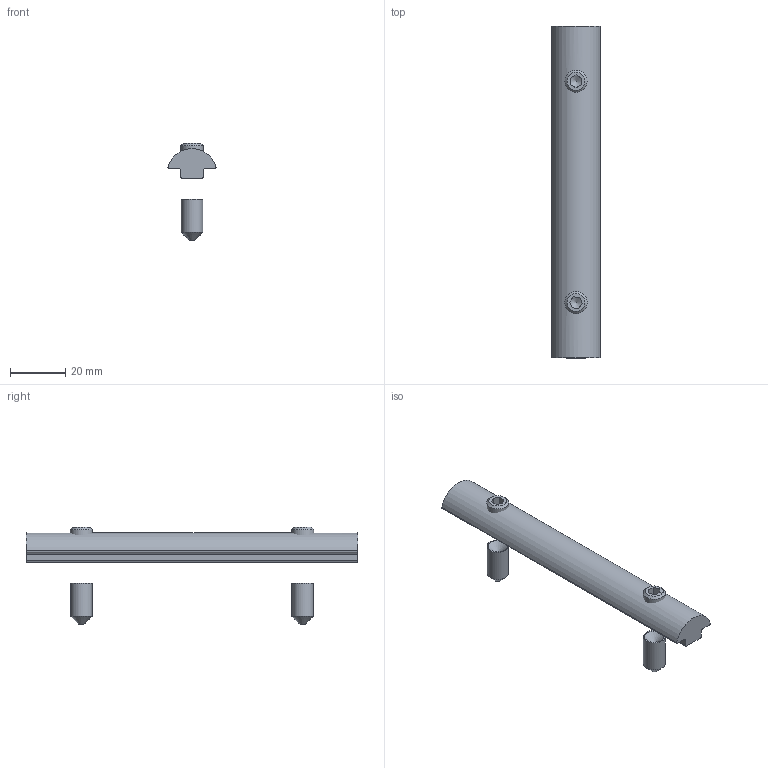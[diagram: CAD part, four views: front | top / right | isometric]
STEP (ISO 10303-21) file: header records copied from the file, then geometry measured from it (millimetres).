
FILE_DESCRIPTION(/* description */ ('Gewindestift M 8 x 12 verzinkt'),/* implementation_level */ '2;1');
FILE_NAME(/* name */ 'SV3500V_A.stp',/* time_stamp */ '2015-11-28T11:12:00+01:00',/* author */ ('marina kaa'),/* organization */ (''),/* preprocessor_version */ 'ST-DEVELOPER v15.6',/* originating_system */ 'Autodesk Inventor 2015',/* authorisation */ '');
FILE_SCHEMA (('AUTOMOTIVE_DESIGN { 1 0 10303 214 3 1 1 }'));
Length unit declared in the file: millimetre
Products named in the file (4): DK0914080120; ME1703500; ME0350001; SV3500V_A
Bounding box: 17.36 x 120 x 35.12 mm (x, y, z)
Volume: 16081.6 mm3; surface area: 7895.3 mm2
Topology: 5 solids, 5 shells, 50 faces, 112 edges, 72 vertices
Faces by surface type: plane 27, cylinder 13, cone 10
Full cylindrical faces by diameter (mm): 6.647 x2, 7.8 x2, 8 x2
Entity records: 1060 total; most frequent: CARTESIAN_POINT 234, DIRECTION 166, ORIENTED_EDGE 132, EDGE_CURVE 66, AXIS2_PLACEMENT_3D 66, VERTEX_POINT 48, EDGE_LOOP 46, LINE 34
